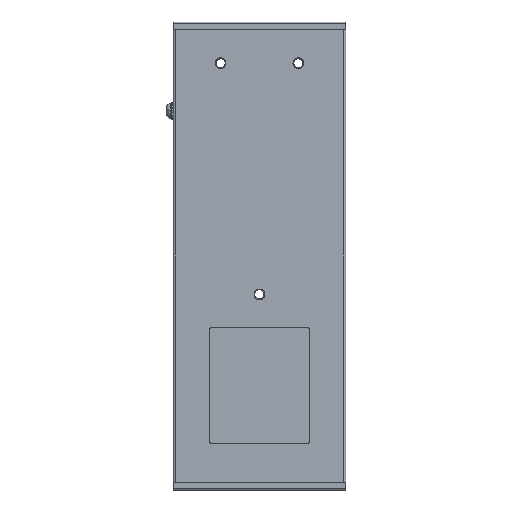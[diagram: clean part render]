
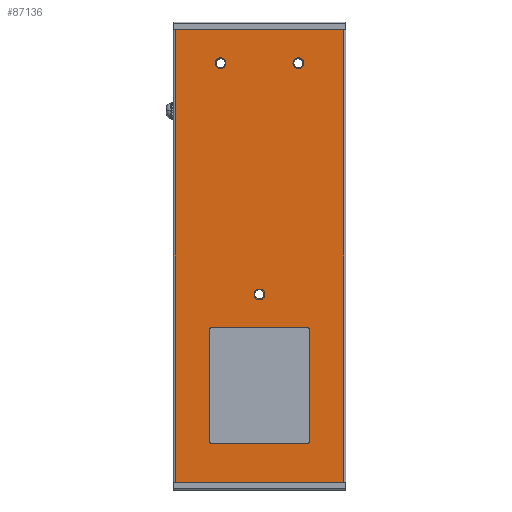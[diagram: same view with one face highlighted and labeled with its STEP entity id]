
A CAD part, front view. The second image highlights one B-rep face of the part: STEP entity #87136.
In plain terms, the highlighted planar face has unit normal (0, -1, 0).
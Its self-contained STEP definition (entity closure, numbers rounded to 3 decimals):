
#30264=DIRECTION('',(0.,0.,-1.));
#30265=VECTOR('',#30264,209.6);
#30266=CARTESIAN_POINT('',(-39.,0.,104.8));
#30267=LINE('',#30266,#30265);
#30281=DIRECTION('',(1.,0.,0.));
#30282=VECTOR('',#30281,78.);
#30283=CARTESIAN_POINT('',(-39.,0.,104.8));
#30284=LINE('',#30283,#30282);
#30575=DIRECTION('',(-1.,0.,0.));
#30576=VECTOR('',#30575,78.);
#30577=CARTESIAN_POINT('',(39.,0.,-104.8));
#30578=LINE('',#30577,#30576);
#30620=CARTESIAN_POINT('',(0.,0.,-17.8));
#30621=DIRECTION('',(0.,-1.,0.));
#30622=DIRECTION('',(-1.,0.,0.));
#30623=AXIS2_PLACEMENT_3D('',#30620,#30621,#30622);
#30625=CARTESIAN_POINT('',(0.,0.,-17.8));
#30626=DIRECTION('',(0.,-1.,0.));
#30627=DIRECTION('',(1.,0.,0.));
#30628=AXIS2_PLACEMENT_3D('',#30625,#30626,#30627);
#30630=CARTESIAN_POINT('',(-18.,0.,89.2));
#30631=DIRECTION('',(0.,-1.,0.));
#30632=DIRECTION('',(-1.,0.,0.));
#30633=AXIS2_PLACEMENT_3D('',#30630,#30631,#30632);
#30635=CARTESIAN_POINT('',(-18.,0.,89.2));
#30636=DIRECTION('',(0.,-1.,0.));
#30637=DIRECTION('',(1.,0.,0.));
#30638=AXIS2_PLACEMENT_3D('',#30635,#30636,#30637);
#30640=CARTESIAN_POINT('',(18.,0.,89.2));
#30641=DIRECTION('',(0.,-1.,0.));
#30642=DIRECTION('',(-1.,0.,0.));
#30643=AXIS2_PLACEMENT_3D('',#30640,#30641,#30642);
#30645=CARTESIAN_POINT('',(18.,0.,89.2));
#30646=DIRECTION('',(0.,-1.,0.));
#30647=DIRECTION('',(1.,0.,0.));
#30648=AXIS2_PLACEMENT_3D('',#30645,#30646,#30647);
#30650=CARTESIAN_POINT('',(-22.,0.,-86.));
#30651=DIRECTION('',(0.,-1.,0.));
#30652=DIRECTION('',(-1.,0.,0.));
#30653=AXIS2_PLACEMENT_3D('',#30650,#30651,#30652);
#30655=CARTESIAN_POINT('',(22.,0.,-86.));
#30656=DIRECTION('',(0.,-1.,0.));
#30657=DIRECTION('',(0.,0.,-1.));
#30658=AXIS2_PLACEMENT_3D('',#30655,#30656,#30657);
#30660=CARTESIAN_POINT('',(22.,0.,-34.));
#30661=DIRECTION('',(0.,-1.,0.));
#30662=DIRECTION('',(1.,0.,0.));
#30663=AXIS2_PLACEMENT_3D('',#30660,#30661,#30662);
#30665=CARTESIAN_POINT('',(-22.,0.,-34.));
#30666=DIRECTION('',(0.,-1.,0.));
#30667=DIRECTION('',(0.,0.,1.));
#30668=AXIS2_PLACEMENT_3D('',#30665,#30666,#30667);
#30836=DIRECTION('',(0.,0.,1.));
#30837=VECTOR('',#30836,209.6);
#30838=CARTESIAN_POINT('',(39.,0.,-104.8));
#30839=LINE('',#30838,#30837);
#30840=DIRECTION('',(0.,0.,1.));
#30841=VECTOR('',#30840,52.);
#30842=CARTESIAN_POINT('',(-23.,0.,-86.));
#30843=LINE('',#30842,#30841);
#30852=DIRECTION('',(1.,0.,0.));
#30853=VECTOR('',#30852,44.);
#30854=CARTESIAN_POINT('',(-22.,0.,-33.));
#30855=LINE('',#30854,#30853);
#30864=DIRECTION('',(0.,0.,-1.));
#30865=VECTOR('',#30864,52.);
#30866=CARTESIAN_POINT('',(23.,0.,-34.));
#30867=LINE('',#30866,#30865);
#30876=DIRECTION('',(-1.,0.,0.));
#30877=VECTOR('',#30876,44.);
#30878=CARTESIAN_POINT('',(22.,0.,-87.));
#30879=LINE('',#30878,#30877);
#33536=CARTESIAN_POINT('',(-39.,0.,104.8));
#33537=CARTESIAN_POINT('',(-39.,0.,-104.8));
#33538=VERTEX_POINT('',#33536);
#33539=VERTEX_POINT('',#33537);
#33540=CARTESIAN_POINT('',(39.,0.,-104.8));
#33541=VERTEX_POINT('',#33540);
#33542=CARTESIAN_POINT('',(39.,0.,104.8));
#33543=VERTEX_POINT('',#33542);
#33544=CARTESIAN_POINT('',(-23.,0.,-86.));
#33545=CARTESIAN_POINT('',(-23.,0.,-34.));
#33546=VERTEX_POINT('',#33544);
#33547=VERTEX_POINT('',#33545);
#33548=CARTESIAN_POINT('',(-22.,0.,-33.));
#33549=VERTEX_POINT('',#33548);
#33550=CARTESIAN_POINT('',(22.,0.,-33.));
#33551=VERTEX_POINT('',#33550);
#33552=CARTESIAN_POINT('',(23.,0.,-34.));
#33553=VERTEX_POINT('',#33552);
#33554=CARTESIAN_POINT('',(23.,0.,-86.));
#33555=VERTEX_POINT('',#33554);
#33556=CARTESIAN_POINT('',(22.,0.,-87.));
#33557=VERTEX_POINT('',#33556);
#33558=CARTESIAN_POINT('',(-22.,0.,-87.));
#33559=VERTEX_POINT('',#33558);
#36972=CARTESIAN_POINT('',(-20.1,0.,89.2));
#36973=CARTESIAN_POINT('',(-15.9,0.,89.2));
#36974=VERTEX_POINT('',#36972);
#36975=VERTEX_POINT('',#36973);
#36988=CARTESIAN_POINT('',(-2.1,0.,-17.8));
#36989=CARTESIAN_POINT('',(2.1,0.,-17.8));
#36990=VERTEX_POINT('',#36988);
#36991=VERTEX_POINT('',#36989);
#37698=CARTESIAN_POINT('',(15.9,0.,89.2));
#37699=CARTESIAN_POINT('',(20.1,0.,89.2));
#37700=VERTEX_POINT('',#37698);
#37701=VERTEX_POINT('',#37699);
#87088=CARTESIAN_POINT('',(0.,0.,0.));
#87089=DIRECTION('',(0.,1.,0.));
#87090=DIRECTION('',(1.,0.,0.));
#87091=AXIS2_PLACEMENT_3D('',#87088,#87089,#87090);
#87092=PLANE('',#87091);
#87093=ORIENTED_EDGE('',*,*,#86482,.F.);
#87094=ORIENTED_EDGE('',*,*,#86523,.T.);
#87096=ORIENTED_EDGE('',*,*,#87095,.F.);
#87097=ORIENTED_EDGE('',*,*,#86917,.T.);
#87098=EDGE_LOOP('',(#87093,#87094,#87096,#87097));
#87099=FACE_OUTER_BOUND('',#87098,.F.);
#87101=ORIENTED_EDGE('',*,*,#87100,.T.);
#87103=ORIENTED_EDGE('',*,*,#87102,.T.);
#87104=EDGE_LOOP('',(#87101,#87103));
#87105=FACE_BOUND('',#87104,.F.);
#87107=ORIENTED_EDGE('',*,*,#87106,.T.);
#87109=ORIENTED_EDGE('',*,*,#87108,.T.);
#87110=EDGE_LOOP('',(#87107,#87109));
#87111=FACE_BOUND('',#87110,.F.);
#87113=ORIENTED_EDGE('',*,*,#87112,.T.);
#87115=ORIENTED_EDGE('',*,*,#87114,.T.);
#87116=EDGE_LOOP('',(#87113,#87115));
#87117=FACE_BOUND('',#87116,.F.);
#87119=ORIENTED_EDGE('',*,*,#87118,.F.);
#87121=ORIENTED_EDGE('',*,*,#87120,.T.);
#87123=ORIENTED_EDGE('',*,*,#87122,.F.);
#87125=ORIENTED_EDGE('',*,*,#87124,.T.);
#87127=ORIENTED_EDGE('',*,*,#87126,.F.);
#87129=ORIENTED_EDGE('',*,*,#87128,.T.);
#87131=ORIENTED_EDGE('',*,*,#87130,.F.);
#87133=ORIENTED_EDGE('',*,*,#87132,.T.);
#87134=EDGE_LOOP('',(#87119,#87121,#87123,#87125,#87127,#87129,#87131,#87133));
#87135=FACE_BOUND('',#87134,.F.);
#30624=CIRCLE('',#30623,2.1);
#30629=CIRCLE('',#30628,2.1);
#30634=CIRCLE('',#30633,2.1);
#30639=CIRCLE('',#30638,2.1);
#30644=CIRCLE('',#30643,2.1);
#30649=CIRCLE('',#30648,2.1);
#30654=CIRCLE('',#30653,1.);
#30659=CIRCLE('',#30658,1.);
#30664=CIRCLE('',#30663,1.);
#30669=CIRCLE('',#30668,1.);
#86482=EDGE_CURVE('',#33538,#33539,#30267,.T.);
#86523=EDGE_CURVE('',#33538,#33543,#30284,.T.);
#86917=EDGE_CURVE('',#33541,#33539,#30578,.T.);
#87095=EDGE_CURVE('',#33541,#33543,#30839,.T.);
#87100=EDGE_CURVE('',#36974,#36975,#30634,.T.);
#87102=EDGE_CURVE('',#36975,#36974,#30639,.T.);
#87106=EDGE_CURVE('',#37700,#37701,#30644,.T.);
#87108=EDGE_CURVE('',#37701,#37700,#30649,.T.);
#87112=EDGE_CURVE('',#36990,#36991,#30624,.T.);
#87114=EDGE_CURVE('',#36991,#36990,#30629,.T.);
#87118=EDGE_CURVE('',#33546,#33547,#30843,.T.);
#87120=EDGE_CURVE('',#33546,#33559,#30654,.T.);
#87122=EDGE_CURVE('',#33557,#33559,#30879,.T.);
#87124=EDGE_CURVE('',#33557,#33555,#30659,.T.);
#87126=EDGE_CURVE('',#33553,#33555,#30867,.T.);
#87128=EDGE_CURVE('',#33553,#33551,#30664,.T.);
#87130=EDGE_CURVE('',#33549,#33551,#30855,.T.);
#87132=EDGE_CURVE('',#33549,#33547,#30669,.T.);
#87136=ADVANCED_FACE('',(#87099,#87105,#87111,#87117,#87135),#87092,.F.);
